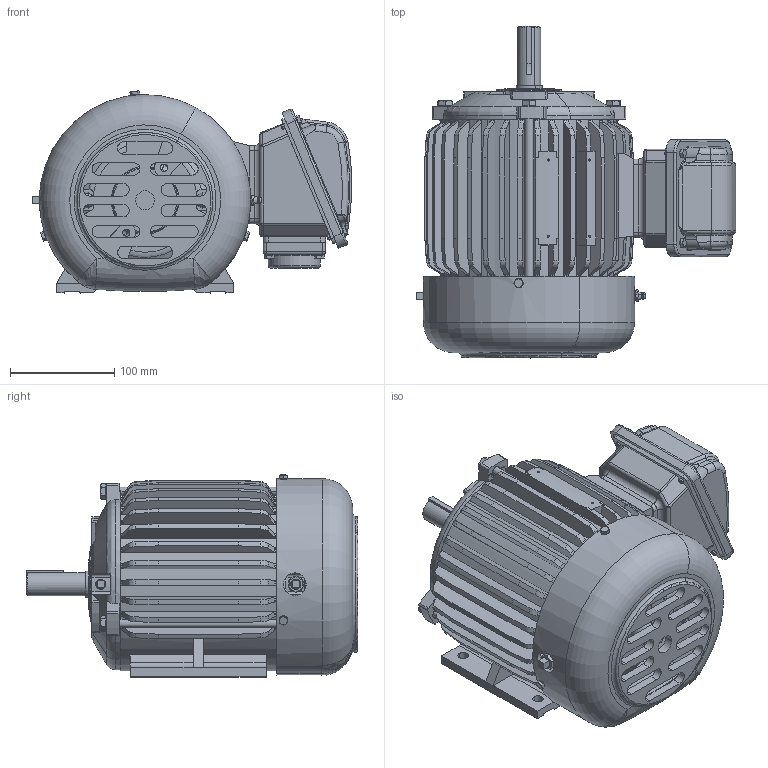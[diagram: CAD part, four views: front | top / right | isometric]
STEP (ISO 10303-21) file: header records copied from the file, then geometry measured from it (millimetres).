
FILE_DESCRIPTION(('CATIA V5 STEP Exchange'),'2;1');
FILE_NAME('AEHH8R#143T_AllCATPart.stp','2009-07-14T10:39:06+00:00',('none'),('none'),'CATIA Version 5 Release 17 (IN-10)','CATIA V5 STEP AP203','none');
FILE_SCHEMA(('CONFIG_CONTROL_DESIGN'));
Length unit declared in the file: millimetre
Products named in the file (1): AEHH8R#143T_AllCATPart
Bounding box: 305.88 x 318.1 x 193.8 mm (x, y, z)
Volume: 2031882.7 mm3; surface area: 787264.3 mm2
Topology: 36 solids, 36 shells, 2074 faces, 5454 edges, 3546 vertices
Faces by surface type: plane 737, cylinder 702, torus 307, cone 238, bspline 64, sphere 26
Entity records: 66343 total; most frequent: CARTESIAN_POINT 20922, ORIENTED_EDGE 10860, DIRECTION 6629, EDGE_CURVE 5430, VERTEX_POINT 3517, AXIS2_PLACEMENT_3D 3292, EDGE_LOOP 2333, VECTOR 2074
